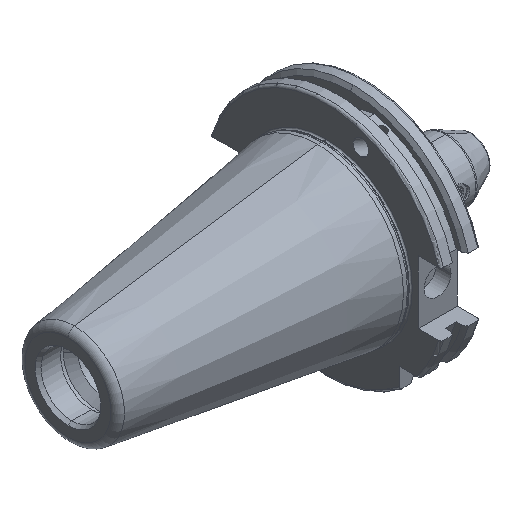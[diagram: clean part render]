
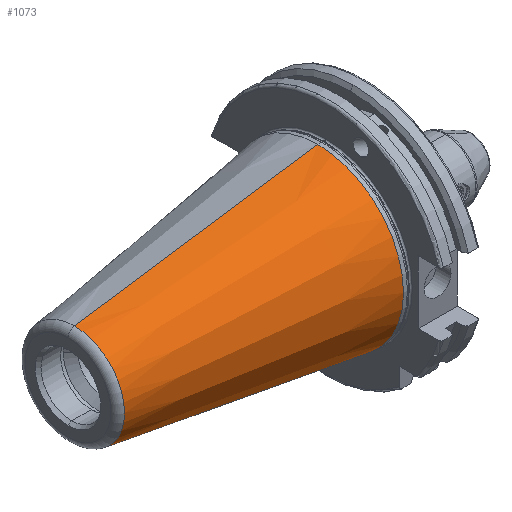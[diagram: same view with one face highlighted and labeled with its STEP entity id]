
A CAD part, isometric view. The second image highlights one B-rep face of the part: STEP entity #1073.
In plain terms, the highlighted conical face has half-angle 8.297 degrees and reference radius 34.925 mm.
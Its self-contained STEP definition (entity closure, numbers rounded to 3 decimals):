
#407 = CARTESIAN_POINT ( 'NONE',  ( 0., 0., 34.925 ) ) ;
#518 = DIRECTION ( 'NONE',  ( 0.99, 0., 0.144 ) ) ;
#519 = VECTOR ( 'NONE', #518, 1000. ) ;
#520 = CARTESIAN_POINT ( 'NONE',  ( 0., 0., 34.925 ) ) ;
#521 = LINE ( 'NONE', #520, #519 ) ;
#649 = DIRECTION ( 'NONE',  ( 0., 0., 1. ) ) ;
#650 = DIRECTION ( 'NONE',  ( 1., 0., 0. ) ) ;
#651 = CARTESIAN_POINT ( 'NONE',  ( 0., 0., 0. ) ) ;
#652 = AXIS2_PLACEMENT_3D ( 'NONE', #651, #650, #649 ) ;
#653 = CONICAL_SURFACE ( 'NONE', #652, 34.925, 0.145 ) ;
#654 = CARTESIAN_POINT ( 'NONE',  ( -99.183, 0., -20.461 ) ) ;
#655 = FACE_OUTER_BOUND ( 'NONE', #1074, .T. ) ;
#660 = CARTESIAN_POINT ( 'NONE',  ( 0., 0., -34.925 ) ) ;
#661 = DIRECTION ( 'NONE',  ( 0., 0., -1. ) ) ;
#662 = DIRECTION ( 'NONE',  ( -1., 0., 0. ) ) ;
#663 = CARTESIAN_POINT ( 'NONE',  ( 0., 0., 0. ) ) ;
#664 = AXIS2_PLACEMENT_3D ( 'NONE', #663, #662, #661 ) ;
#665 = DIRECTION ( 'NONE',  ( -1., 0., 0. ) ) ;
#666 = CARTESIAN_POINT ( 'NONE',  ( -99.183, 0., 0. ) ) ;
#667 = AXIS2_PLACEMENT_3D ( 'NONE', #666, #665, #681 ) ;
#668 = CIRCLE ( 'NONE', #667, 20.461 ) ;
#675 = CIRCLE ( 'NONE', #664, 34.925 ) ;
#676 = DIRECTION ( 'NONE',  ( 0.99, 0., -0.144 ) ) ;
#677 = VECTOR ( 'NONE', #676, 1000. ) ;
#678 = CARTESIAN_POINT ( 'NONE',  ( 0., 0., -34.925 ) ) ;
#679 = LINE ( 'NONE', #678, #677 ) ;
#680 = CARTESIAN_POINT ( 'NONE',  ( -99.183, 0., 20.461 ) ) ;
#681 = DIRECTION ( 'NONE',  ( 0., 0., -1. ) ) ;
#1029 = VERTEX_POINT ( 'NONE', #407 ) ;
#1055 = ORIENTED_EDGE ( 'NONE', *, *, #1056, .F. ) ;
#1056 = EDGE_CURVE ( 'NONE', #1065, #1029, #521, .T. ) ;
#1064 = EDGE_CURVE ( 'NONE', #1076, #1065, #668, .T. ) ;
#1065 = VERTEX_POINT ( 'NONE', #680 ) ;
#1066 = ORIENTED_EDGE ( 'NONE', *, *, #1067, .T. ) ;
#1067 = EDGE_CURVE ( 'NONE', #1076, #1070, #679, .T. ) ;
#1068 = ORIENTED_EDGE ( 'NONE', *, *, #1069, .T. ) ;
#1069 = EDGE_CURVE ( 'NONE', #1070, #1029, #675, .T. ) ;
#1070 = VERTEX_POINT ( 'NONE', #660 ) ;
#1073 = ADVANCED_FACE ( 'NONE', ( #655 ), #653, .T. ) ;
#1074 = EDGE_LOOP ( 'NONE', ( #1075, #1066, #1068, #1055 ) ) ;
#1075 = ORIENTED_EDGE ( 'NONE', *, *, #1064, .F. ) ;
#1076 = VERTEX_POINT ( 'NONE', #654 ) ;
